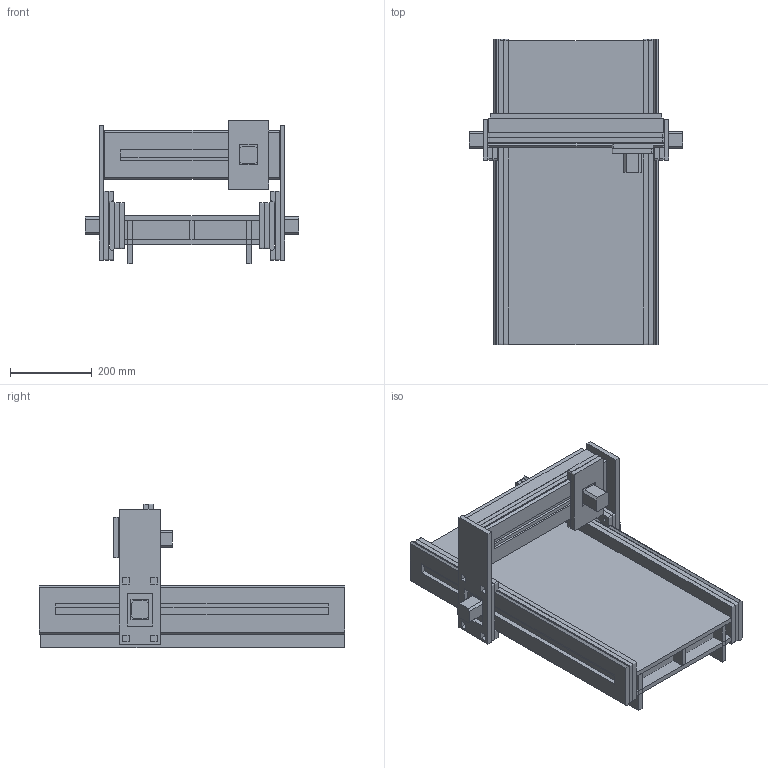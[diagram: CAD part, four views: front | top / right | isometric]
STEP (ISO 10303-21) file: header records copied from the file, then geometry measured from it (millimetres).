
FILE_DESCRIPTION(/* description */ (''),/* implementation_level */ '2;1');
FILE_NAME(/* name */ 'CNCGAN~1',/* time_stamp */ '2016-08-08T12:29:56+08:00',/* author */ (''),/* organization */ (''),/* preprocessor_version */ 'ST-DEVELOPER v15',/* originating_system */ '',/* authorisation */ '');
FILE_SCHEMA (('AUTOMOTIVE_DESIGN'));
Length unit declared in the file: millimetre
Products named in the file (1): Document
Bounding box: 523.41 x 748.17 x 351.94 mm (x, y, z)
Volume: 19432953.6 mm3; surface area: 3779151.4 mm2
Topology: 41 solids, 41 shells, 411 faces, 1120 edges, 800 vertices
Faces by surface type: plane 339, bspline 72
Entity records: 35010 total; most frequent: CARTESIAN_POINT 27153, ORIENTED_EDGE 1950, EDGE_CURVE 975, B_SPLINE_CURVE_WITH_KNOTS 747, VERTEX_POINT 652, EDGE_LOOP 465, ADVANCED_FACE 411, FACE_OUTER_BOUND 411
